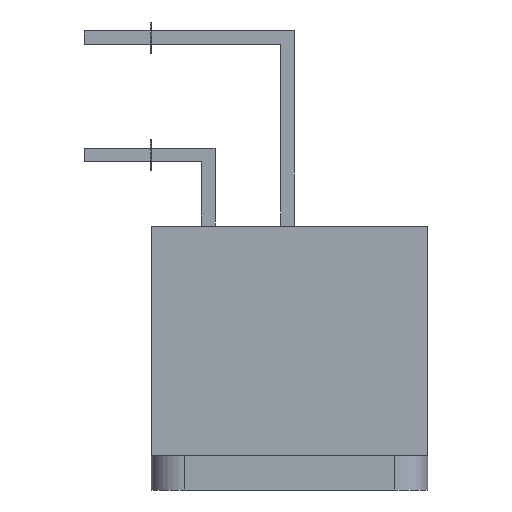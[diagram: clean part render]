
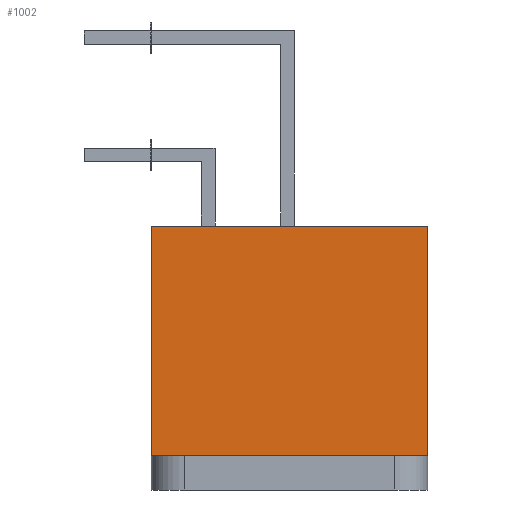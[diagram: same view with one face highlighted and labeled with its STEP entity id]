
A CAD part, front view. The second image highlights one B-rep face of the part: STEP entity #1002.
In plain terms, the highlighted planar face has unit normal (0, -1, 0).
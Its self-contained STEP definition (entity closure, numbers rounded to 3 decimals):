
#328 = AXIS2_PLACEMENT_3D ( 'NONE', #2942, #2950, #2951 ) ;
#389 = EDGE_CURVE ( 'NONE', #2907, #2912, #1163, .T. ) ;
#402 = EDGE_CURVE ( 'NONE', #2911, #2778, #1274, .T. ) ;
#409 = EDGE_CURVE ( 'NONE', #2911, #2912, #1302, .T. ) ;
#896 = EDGE_CURVE ( 'NONE', #2778, #2907, #1470, .T. ) ;
#1002 = ADVANCED_FACE ( 'NONE', ( #2948 ), #2940, .T. ) ;
#1163 = LINE ( 'NONE', #1180, #5655 ) ;
#1180 = CARTESIAN_POINT ( 'NONE',  ( 0., 7.405, -15.75 ) ) ;
#1184 = DIRECTION ( 'NONE',  ( 0., 0., 1. ) ) ;
#1274 = LINE ( 'NONE', #1275, #5601 ) ;
#1275 = CARTESIAN_POINT ( 'NONE',  ( 16.51, 7.405, -15.75 ) ) ;
#1276 = DIRECTION ( 'NONE',  ( 0., 0., -1. ) ) ;
#1302 = LINE ( 'NONE', #1310, #5633 ) ;
#1310 = CARTESIAN_POINT ( 'NONE',  ( 0., 7.405, 0. ) ) ;
#1312 = DIRECTION ( 'NONE',  ( -1., 0., 0. ) ) ;
#1470 = LINE ( 'NONE', #1471, #5328 ) ;
#1471 = CARTESIAN_POINT ( 'NONE',  ( 26.808, 7.405, -13.72 ) ) ;
#1472 = DIRECTION ( 'NONE',  ( -1., 0., 0. ) ) ;
#2087 = ORIENTED_EDGE ( 'NONE', *, *, #896, .F. ) ;
#2088 = ORIENTED_EDGE ( 'NONE', *, *, #402, .F. ) ;
#2089 = ORIENTED_EDGE ( 'NONE', *, *, #409, .T. ) ;
#2090 = ORIENTED_EDGE ( 'NONE', *, *, #389, .F. ) ;
#2778 = VERTEX_POINT ( 'NONE', #7310 ) ;
#2856 = EDGE_LOOP ( 'NONE', ( #2087, #2088, #2089, #2090 ) ) ;
#2907 = VERTEX_POINT ( 'NONE', #7333 ) ;
#2911 = VERTEX_POINT ( 'NONE', #7336 ) ;
#2912 = VERTEX_POINT ( 'NONE', #7337 ) ;
#2940 = PLANE ( 'NONE',  #328 ) ;
#2942 = CARTESIAN_POINT ( 'NONE',  ( 26.808, 7.405, 10. ) ) ;
#2948 = FACE_OUTER_BOUND ( 'NONE', #2856, .T. ) ;
#2950 = DIRECTION ( 'NONE',  ( 0., -1., 0. ) ) ;
#2951 = DIRECTION ( 'NONE',  ( 0., 0., -1. ) ) ;
#5328 = VECTOR ( 'NONE', #1472, 1000. ) ;
#5601 = VECTOR ( 'NONE', #1276, 1000. ) ;
#5633 = VECTOR ( 'NONE', #1312, 1000. ) ;
#5655 = VECTOR ( 'NONE', #1184, 1000. ) ;
#7310 = CARTESIAN_POINT ( 'NONE',  ( 16.51, 7.405, -13.72 ) ) ;
#7333 = CARTESIAN_POINT ( 'NONE',  ( 0., 7.405, -13.72 ) ) ;
#7336 = CARTESIAN_POINT ( 'NONE',  ( 16.51, 7.405, 0. ) ) ;
#7337 = CARTESIAN_POINT ( 'NONE',  ( 0., 7.405, 0. ) ) ;
